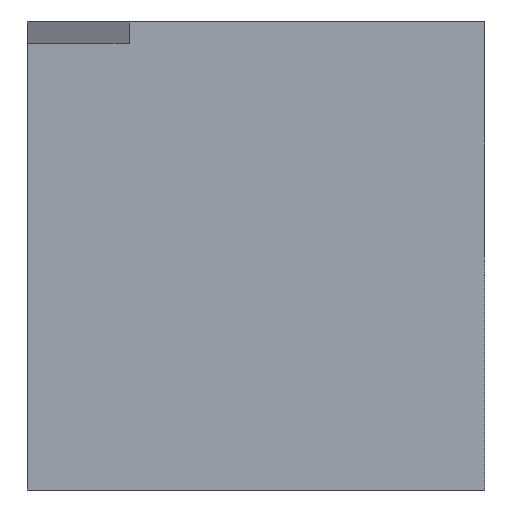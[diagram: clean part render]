
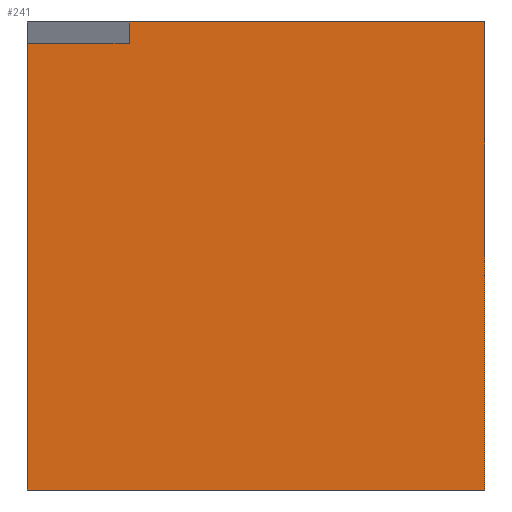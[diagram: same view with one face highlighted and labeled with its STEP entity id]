
A CAD part, left-side view. The second image highlights one B-rep face of the part: STEP entity #241.
In plain terms, the highlighted planar face has unit normal (-1, 0, 0).
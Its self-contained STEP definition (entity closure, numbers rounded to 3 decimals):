
#24=FACE_OUTER_BOUND('',#37,.T.);
#37=EDGE_LOOP('',(#189,#190,#191,#192,#193,#194));
#46=LINE('',#343,#76);
#51=LINE('',#352,#81);
#53=LINE('',#356,#83);
#67=LINE('',#386,#97);
#68=LINE('',#387,#98);
#69=LINE('',#388,#99);
#76=VECTOR('',#282,10.);
#81=VECTOR('',#289,10.);
#83=VECTOR('',#293,10.);
#97=VECTOR('',#319,10.);
#98=VECTOR('',#320,10.);
#99=VECTOR('',#321,10.);
#106=VERTEX_POINT('',#341);
#107=VERTEX_POINT('',#342);
#110=VERTEX_POINT('',#351);
#111=VERTEX_POINT('',#355);
#120=VERTEX_POINT('',#384);
#121=VERTEX_POINT('',#385);
#126=EDGE_CURVE('',#106,#107,#46,.T.);
#131=EDGE_CURVE('',#106,#110,#51,.T.);
#133=EDGE_CURVE('',#111,#110,#53,.T.);
#147=EDGE_CURVE('',#120,#121,#67,.T.);
#148=EDGE_CURVE('',#111,#120,#68,.T.);
#149=EDGE_CURVE('',#121,#107,#69,.T.);
#189=ORIENTED_EDGE('',*,*,#147,.F.);
#190=ORIENTED_EDGE('',*,*,#148,.F.);
#191=ORIENTED_EDGE('',*,*,#133,.T.);
#192=ORIENTED_EDGE('',*,*,#131,.F.);
#193=ORIENTED_EDGE('',*,*,#126,.T.);
#194=ORIENTED_EDGE('',*,*,#149,.F.);
#221=PLANE('',#268);
#241=ADVANCED_FACE('',(#24),#221,.T.);
#268=AXIS2_PLACEMENT_3D('',#383,#317,#318);
#282=DIRECTION('',(0.,0.,-1.));
#289=DIRECTION('',(0.,-1.,0.));
#293=DIRECTION('',(0.,0.,-1.));
#317=DIRECTION('center_axis',(-1.,0.,0.));
#318=DIRECTION('ref_axis',(0.,1.,0.));
#319=DIRECTION('',(0.,0.,-1.));
#320=DIRECTION('',(0.,-1.,0.));
#321=DIRECTION('',(0.,1.,0.));
#341=CARTESIAN_POINT('',(0.,2.15,-0.1));
#342=CARTESIAN_POINT('',(0.,2.15,-2.2));
#343=CARTESIAN_POINT('',(0.,2.15,-0.1));
#351=CARTESIAN_POINT('',(0.,1.671,-0.1));
#352=CARTESIAN_POINT('',(0.,2.15,-0.1));
#355=CARTESIAN_POINT('',(0.,1.671,0.));
#356=CARTESIAN_POINT('',(0.,1.671,0.));
#383=CARTESIAN_POINT('Origin',(0.,0.,0.));
#384=CARTESIAN_POINT('',(0.,0.,0.));
#385=CARTESIAN_POINT('',(0.,0.,-2.2));
#386=CARTESIAN_POINT('',(0.,0.,0.));
#387=CARTESIAN_POINT('',(0.,2.15,0.));
#388=CARTESIAN_POINT('',(0.,2.15,-2.2));
